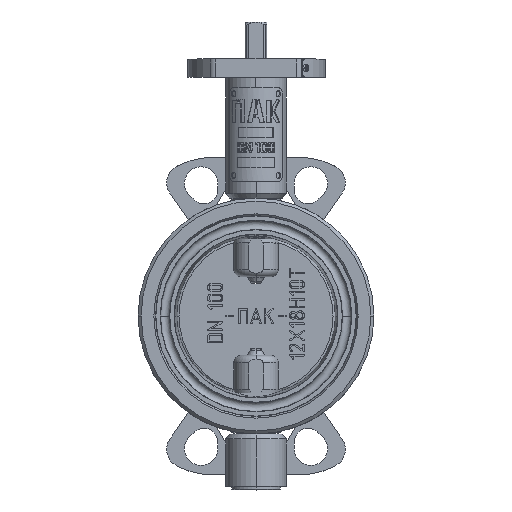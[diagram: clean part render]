
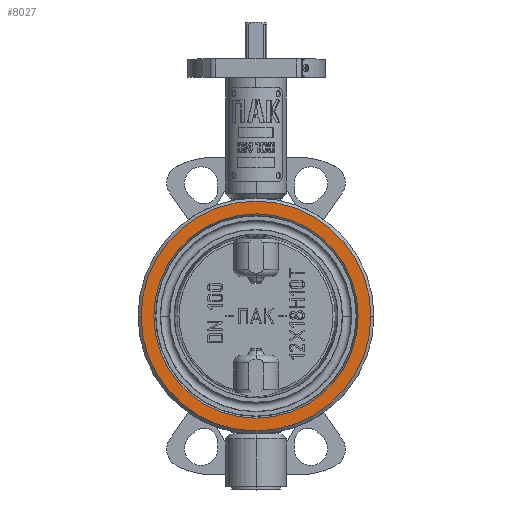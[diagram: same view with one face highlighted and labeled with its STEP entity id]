
A CAD part, top view. The second image highlights one B-rep face of the part: STEP entity #8027.
In plain terms, the highlighted planar face has unit normal (0, 0, 1).
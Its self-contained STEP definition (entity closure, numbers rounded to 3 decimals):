
#955 = FACE_OUTER_BOUND ( 'NONE', #27347, .T. ) ;
#1400 = DIRECTION ( 'NONE',  ( 0., 0., 1. ) ) ;
#3697 = CIRCLE ( 'NONE', #14455, 67.566 ) ;
#5700 = CARTESIAN_POINT ( 'NONE',  ( 0., 0., 26. ) ) ;
#5945 = ORIENTED_EDGE ( 'NONE', *, *, #40164, .T. ) ;
#6663 = EDGE_LOOP ( 'NONE', ( #13710, #11388 ) ) ;
#6984 = FACE_BOUND ( 'NONE', #6663, .T. ) ;
#7926 = EDGE_CURVE ( 'NONE', #18052, #28622, #3697, .T. ) ;
#8009 = AXIS2_PLACEMENT_3D ( 'NONE', #5700, #27837, #41831 ) ;
#8027 = ADVANCED_FACE ( 'NONE', ( #6984, #955 ), #12992, .T. ) ;
#8880 = AXIS2_PLACEMENT_3D ( 'NONE', #27045, #21139, #9925 ) ;
#8903 = ORIENTED_EDGE ( 'NONE', *, *, #20954, .T. ) ;
#9598 = EDGE_CURVE ( 'NONE', #28622, #18052, #36101, .T. ) ;
#9665 = VERTEX_POINT ( 'NONE', #23750 ) ;
#9925 = DIRECTION ( 'NONE',  ( 1., 0., 0. ) ) ;
#11388 = ORIENTED_EDGE ( 'NONE', *, *, #9598, .F. ) ;
#11842 = CIRCLE ( 'NONE', #8880, 76. ) ;
#12992 = PLANE ( 'NONE',  #34901 ) ;
#13710 = ORIENTED_EDGE ( 'NONE', *, *, #7926, .F. ) ;
#14455 = AXIS2_PLACEMENT_3D ( 'NONE', #41757, #27473, #45278 ) ;
#16565 = CARTESIAN_POINT ( 'NONE',  ( 0., 0., 26. ) ) ;
#18052 = VERTEX_POINT ( 'NONE', #26065 ) ;
#18819 = CARTESIAN_POINT ( 'NONE',  ( 0., 0., 26. ) ) ;
#20954 = EDGE_CURVE ( 'NONE', #9665, #33288, #11842, .T. ) ;
#21138 = CIRCLE ( 'NONE', #8009, 76. ) ;
#21139 = DIRECTION ( 'NONE',  ( 0., 0., 1. ) ) ;
#22383 = DIRECTION ( 'NONE',  ( 1., 0., 0. ) ) ;
#23518 = DIRECTION ( 'NONE',  ( 0., 0., 1. ) ) ;
#23750 = CARTESIAN_POINT ( 'NONE',  ( 76., 0., 26. ) ) ;
#24315 = AXIS2_PLACEMENT_3D ( 'NONE', #18819, #1400, #22383 ) ;
#26065 = CARTESIAN_POINT ( 'NONE',  ( 67.566, 0., 26. ) ) ;
#27045 = CARTESIAN_POINT ( 'NONE',  ( 0., 0., 26. ) ) ;
#27347 = EDGE_LOOP ( 'NONE', ( #5945, #8903 ) ) ;
#27473 = DIRECTION ( 'NONE',  ( 0., 0., 1. ) ) ;
#27837 = DIRECTION ( 'NONE',  ( 0., 0., 1. ) ) ;
#28622 = VERTEX_POINT ( 'NONE', #29638 ) ;
#29638 = CARTESIAN_POINT ( 'NONE',  ( -67.566, 0., 26. ) ) ;
#32644 = CARTESIAN_POINT ( 'NONE',  ( -76., 0., 26. ) ) ;
#33288 = VERTEX_POINT ( 'NONE', #32644 ) ;
#34901 = AXIS2_PLACEMENT_3D ( 'NONE', #16565, #23518, #37687 ) ;
#36101 = CIRCLE ( 'NONE', #24315, 67.566 ) ;
#37687 = DIRECTION ( 'NONE',  ( 1., 0., 0. ) ) ;
#40164 = EDGE_CURVE ( 'NONE', #33288, #9665, #21138, .T. ) ;
#41757 = CARTESIAN_POINT ( 'NONE',  ( 0., 0., 26. ) ) ;
#41831 = DIRECTION ( 'NONE',  ( 1., 0., 0. ) ) ;
#45278 = DIRECTION ( 'NONE',  ( 1., 0., 0. ) ) ;
